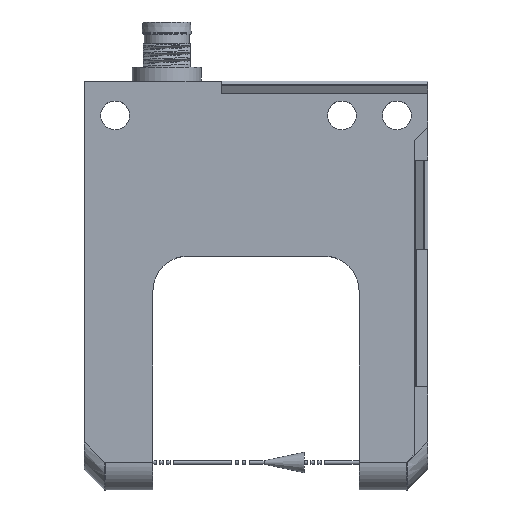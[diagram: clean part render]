
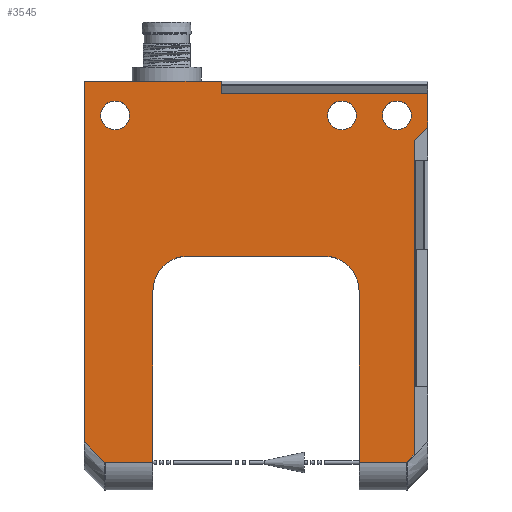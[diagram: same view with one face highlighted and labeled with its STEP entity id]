
A CAD part, top view. The second image highlights one B-rep face of the part: STEP entity #3545.
In plain terms, the highlighted planar face has unit normal (0, 0, 1).
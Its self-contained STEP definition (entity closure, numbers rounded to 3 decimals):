
#325=DIRECTION('',(1.,0.,0.));
#326=VECTOR('',#325,7.);
#327=CARTESIAN_POINT('',(15.,26.,5.));
#328=LINE('',#327,#326);
#346=CARTESIAN_POINT('',(-10.,1.,5.));
#347=DIRECTION('',(0.,0.,-1.));
#348=DIRECTION('',(0.,-1.,0.));
#349=AXIS2_PLACEMENT_3D('',#346,#347,#348);
#354=DIRECTION('',(-1.,0.,0.));
#355=VECTOR('',#354,20.);
#356=CARTESIAN_POINT('',(10.,-4.,5.));
#357=LINE('',#356,#355);
#361=CARTESIAN_POINT('',(10.,1.,5.));
#362=DIRECTION('',(0.,0.,-1.));
#363=DIRECTION('',(0.707,-0.707,0.));
#364=AXIS2_PLACEMENT_3D('',#361,#362,#363);
#369=CARTESIAN_POINT('',(10.,1.,5.));
#370=DIRECTION('',(0.,0.,-1.));
#371=DIRECTION('',(1.,0.,0.));
#372=AXIS2_PLACEMENT_3D('',#369,#370,#371);
#377=DIRECTION('',(0.,-1.,0.));
#378=VECTOR('',#377,25.);
#379=CARTESIAN_POINT('',(15.,26.,5.));
#380=LINE('',#379,#378);
#384=DIRECTION('',(-0.707,0.707,0.));
#385=VECTOR('',#384,4.243);
#386=CARTESIAN_POINT('',(25.,23.,5.));
#387=LINE('',#386,#385);
#391=DIRECTION('',(0.,1.,0.));
#392=VECTOR('',#391,52.5);
#393=CARTESIAN_POINT('',(25.,-29.5,5.));
#394=LINE('',#393,#392);
#398=DIRECTION('',(1.,0.,0.));
#399=VECTOR('',#398,12.);
#400=CARTESIAN_POINT('',(13.,-29.5,5.));
#401=LINE('',#400,#399);
#405=DIRECTION('',(1.,0.,0.));
#406=VECTOR('',#405,8.);
#407=CARTESIAN_POINT('',(5.,-29.5,5.));
#408=LINE('',#407,#406);
#412=DIRECTION('',(0.,-1.,0.));
#413=VECTOR('',#412,4.9);
#414=CARTESIAN_POINT('',(-25.,-22.8,5.));
#415=LINE('',#414,#413);
#419=DIRECTION('',(-0.707,-0.707,0.));
#420=VECTOR('',#419,2.828);
#421=CARTESIAN_POINT('',(-23.,-20.8,5.));
#422=LINE('',#421,#420);
#426=DIRECTION('',(-0.707,-0.707,0.));
#427=VECTOR('',#426,1.556);
#428=CARTESIAN_POINT('',(-21.9,26.,5.));
#429=LINE('',#428,#427);
#433=DIRECTION('',(0.,1.,0.));
#434=VECTOR('',#433,25.);
#435=CARTESIAN_POINT('',(-15.,1.,5.));
#436=LINE('',#435,#434);
#440=CARTESIAN_POINT('',(-10.,1.,5.));
#441=DIRECTION('',(0.,0.,-1.));
#442=DIRECTION('',(-0.707,-0.707,0.));
#443=AXIS2_PLACEMENT_3D('',#440,#441,#442);
#448=CARTESIAN_POINT('',(20.5,-24.5,5.));
#449=DIRECTION('',(0.,0.,-1.));
#450=DIRECTION('',(1.,0.,0.));
#451=AXIS2_PLACEMENT_3D('',#448,#449,#450);
#456=CARTESIAN_POINT('',(20.5,-24.5,5.));
#457=DIRECTION('',(0.,0.,-1.));
#458=DIRECTION('',(-1.,0.,0.));
#459=AXIS2_PLACEMENT_3D('',#456,#457,#458);
#464=CARTESIAN_POINT('',(-12.5,-24.5,5.));
#465=DIRECTION('',(0.,0.,-1.));
#466=DIRECTION('',(1.,0.,0.));
#467=AXIS2_PLACEMENT_3D('',#464,#465,#466);
#472=CARTESIAN_POINT('',(-12.5,-24.5,5.));
#473=DIRECTION('',(0.,0.,-1.));
#474=DIRECTION('',(-1.,0.,0.));
#475=AXIS2_PLACEMENT_3D('',#472,#473,#474);
#480=CARTESIAN_POINT('',(-20.5,-24.5,5.));
#481=DIRECTION('',(0.,0.,-1.));
#482=DIRECTION('',(1.,0.,0.));
#483=AXIS2_PLACEMENT_3D('',#480,#481,#482);
#488=CARTESIAN_POINT('',(-20.5,-24.5,5.));
#489=DIRECTION('',(0.,0.,-1.));
#490=DIRECTION('',(-1.,0.,0.));
#491=AXIS2_PLACEMENT_3D('',#488,#489,#490);
#563=DIRECTION('',(1.,0.,0.));
#564=VECTOR('',#563,6.9);
#565=CARTESIAN_POINT('',(-21.9,26.,5.));
#566=LINE('',#565,#564);
#623=DIRECTION('',(0.,1.,0.));
#624=VECTOR('',#623,45.7);
#625=CARTESIAN_POINT('',(-23.,-20.8,5.));
#626=LINE('',#625,#624);
#779=DIRECTION('',(-1.,0.,0.));
#780=VECTOR('',#779,30.);
#781=CARTESIAN_POINT('',(5.,-27.7,5.));
#782=LINE('',#781,#780);
#815=DIRECTION('',(0.,1.,0.));
#816=VECTOR('',#815,1.8);
#817=CARTESIAN_POINT('',(5.,-29.5,5.));
#818=LINE('',#817,#816);
#2916=CARTESIAN_POINT('',(-18.4,-24.5,5.));
#2918=VERTEX_POINT('',#2916);
#2922=CARTESIAN_POINT('',(-22.6,-24.5,5.));
#2923=VERTEX_POINT('',#2922);
#2924=CARTESIAN_POINT('',(-10.4,-24.5,5.));
#2926=VERTEX_POINT('',#2924);
#2930=CARTESIAN_POINT('',(-14.6,-24.5,5.));
#2931=VERTEX_POINT('',#2930);
#2932=CARTESIAN_POINT('',(22.6,-24.5,5.));
#2934=VERTEX_POINT('',#2932);
#2938=CARTESIAN_POINT('',(18.4,-24.5,5.));
#2939=VERTEX_POINT('',#2938);
#3026=CARTESIAN_POINT('',(-25.,-27.7,5.));
#3027=VERTEX_POINT('',#3026);
#3028=CARTESIAN_POINT('',(-25.,-22.8,5.));
#3029=VERTEX_POINT('',#3028);
#3056=CARTESIAN_POINT('',(5.,-29.5,5.));
#3057=CARTESIAN_POINT('',(5.,-27.7,5.));
#3058=VERTEX_POINT('',#3056);
#3059=VERTEX_POINT('',#3057);
#3060=CARTESIAN_POINT('',(13.,-29.5,5.));
#3061=VERTEX_POINT('',#3060);
#3062=CARTESIAN_POINT('',(25.,-29.5,5.));
#3063=VERTEX_POINT('',#3062);
#3064=CARTESIAN_POINT('',(25.,23.,5.));
#3065=VERTEX_POINT('',#3064);
#3066=CARTESIAN_POINT('',(22.,26.,5.));
#3067=VERTEX_POINT('',#3066);
#3068=CARTESIAN_POINT('',(15.,26.,5.));
#3069=VERTEX_POINT('',#3068);
#3070=CARTESIAN_POINT('',(15.,1.,5.));
#3071=VERTEX_POINT('',#3070);
#3072=CARTESIAN_POINT('',(13.536,-2.536,5.));
#3073=CARTESIAN_POINT('',(10.,-4.,5.));
#3074=VERTEX_POINT('',#3072);
#3075=VERTEX_POINT('',#3073);
#3076=CARTESIAN_POINT('',(-10.,-4.,5.));
#3077=VERTEX_POINT('',#3076);
#3078=CARTESIAN_POINT('',(-13.536,-2.536,5.));
#3079=CARTESIAN_POINT('',(-15.,1.,5.));
#3080=VERTEX_POINT('',#3078);
#3081=VERTEX_POINT('',#3079);
#3082=CARTESIAN_POINT('',(-15.,26.,5.));
#3083=VERTEX_POINT('',#3082);
#3084=CARTESIAN_POINT('',(-21.9,26.,5.));
#3085=VERTEX_POINT('',#3084);
#3086=CARTESIAN_POINT('',(-23.,24.9,5.));
#3087=VERTEX_POINT('',#3086);
#3088=CARTESIAN_POINT('',(-23.,-20.8,5.));
#3089=VERTEX_POINT('',#3088);
#3489=CARTESIAN_POINT('',(45.,0.921,5.));
#3490=DIRECTION('',(0.,0.,1.));
#3491=DIRECTION('',(1.,0.,0.));
#3492=AXIS2_PLACEMENT_3D('',#3489,#3490,#3491);
#3493=PLANE('',#3492);
#3495=ORIENTED_EDGE('',*,*,#3494,.F.);
#3497=ORIENTED_EDGE('',*,*,#3496,.F.);
#3498=ORIENTED_EDGE('',*,*,#3368,.F.);
#3499=ORIENTED_EDGE('',*,*,#3366,.F.);
#3500=ORIENTED_EDGE('',*,*,#3389,.F.);
#3501=ORIENTED_EDGE('',*,*,#3463,.T.);
#3502=ORIENTED_EDGE('',*,*,#3478,.F.);
#3504=ORIENTED_EDGE('',*,*,#3503,.F.);
#3506=ORIENTED_EDGE('',*,*,#3505,.F.);
#3508=ORIENTED_EDGE('',*,*,#3507,.F.);
#3510=ORIENTED_EDGE('',*,*,#3509,.T.);
#3512=ORIENTED_EDGE('',*,*,#3511,.T.);
#3514=ORIENTED_EDGE('',*,*,#3513,.F.);
#3516=ORIENTED_EDGE('',*,*,#3515,.F.);
#3518=ORIENTED_EDGE('',*,*,#3517,.T.);
#3520=ORIENTED_EDGE('',*,*,#3519,.F.);
#3522=ORIENTED_EDGE('',*,*,#3521,.T.);
#3524=ORIENTED_EDGE('',*,*,#3523,.F.);
#3526=ORIENTED_EDGE('',*,*,#3525,.F.);
#3527=EDGE_LOOP('',(#3495,#3497,#3498,#3499,#3500,#3501,#3502,#3504,#3506,#3508,
#3510,#3512,#3514,#3516,#3518,#3520,#3522,#3524,#3526));
#3528=FACE_OUTER_BOUND('',#3527,.F.);
#3530=ORIENTED_EDGE('',*,*,#3529,.F.);
#3532=ORIENTED_EDGE('',*,*,#3531,.F.);
#3533=EDGE_LOOP('',(#3530,#3532));
#3534=FACE_BOUND('',#3533,.F.);
#3536=ORIENTED_EDGE('',*,*,#3535,.F.);
#3538=ORIENTED_EDGE('',*,*,#3537,.F.);
#3539=EDGE_LOOP('',(#3536,#3538));
#3540=FACE_BOUND('',#3539,.F.);
#3541=ORIENTED_EDGE('',*,*,#3273,.F.);
#3542=ORIENTED_EDGE('',*,*,#3291,.F.);
#3543=EDGE_LOOP('',(#3541,#3542));
#3544=FACE_BOUND('',#3543,.F.);
#3545=ADVANCED_FACE('',(#3528,#3534,#3540,#3544),#3493,.T.);
#350=CIRCLE('',#349,5.);
#365=CIRCLE('',#364,5.);
#373=CIRCLE('',#372,5.);
#444=CIRCLE('',#443,5.);
#452=CIRCLE('',#451,2.1);
#460=CIRCLE('',#459,2.1);
#468=CIRCLE('',#467,2.1);
#476=CIRCLE('',#475,2.1);
#484=CIRCLE('',#483,2.1);
#492=CIRCLE('',#491,2.1);
#3273=EDGE_CURVE('',#2918,#2923,#484,.T.);
#3291=EDGE_CURVE('',#2923,#2918,#492,.T.);
#3366=EDGE_CURVE('',#3071,#3074,#373,.T.);
#3368=EDGE_CURVE('',#3074,#3075,#365,.T.);
#3389=EDGE_CURVE('',#3069,#3071,#380,.T.);
#3463=EDGE_CURVE('',#3069,#3067,#328,.T.);
#3478=EDGE_CURVE('',#3065,#3067,#387,.T.);
#3494=EDGE_CURVE('',#3077,#3080,#350,.T.);
#3496=EDGE_CURVE('',#3075,#3077,#357,.T.);
#3503=EDGE_CURVE('',#3063,#3065,#394,.T.);
#3505=EDGE_CURVE('',#3061,#3063,#401,.T.);
#3507=EDGE_CURVE('',#3058,#3061,#408,.T.);
#3509=EDGE_CURVE('',#3058,#3059,#818,.T.);
#3511=EDGE_CURVE('',#3059,#3027,#782,.T.);
#3513=EDGE_CURVE('',#3029,#3027,#415,.T.);
#3515=EDGE_CURVE('',#3089,#3029,#422,.T.);
#3517=EDGE_CURVE('',#3089,#3087,#626,.T.);
#3519=EDGE_CURVE('',#3085,#3087,#429,.T.);
#3521=EDGE_CURVE('',#3085,#3083,#566,.T.);
#3523=EDGE_CURVE('',#3081,#3083,#436,.T.);
#3525=EDGE_CURVE('',#3080,#3081,#444,.T.);
#3529=EDGE_CURVE('',#2934,#2939,#452,.T.);
#3531=EDGE_CURVE('',#2939,#2934,#460,.T.);
#3535=EDGE_CURVE('',#2926,#2931,#468,.T.);
#3537=EDGE_CURVE('',#2931,#2926,#476,.T.);
